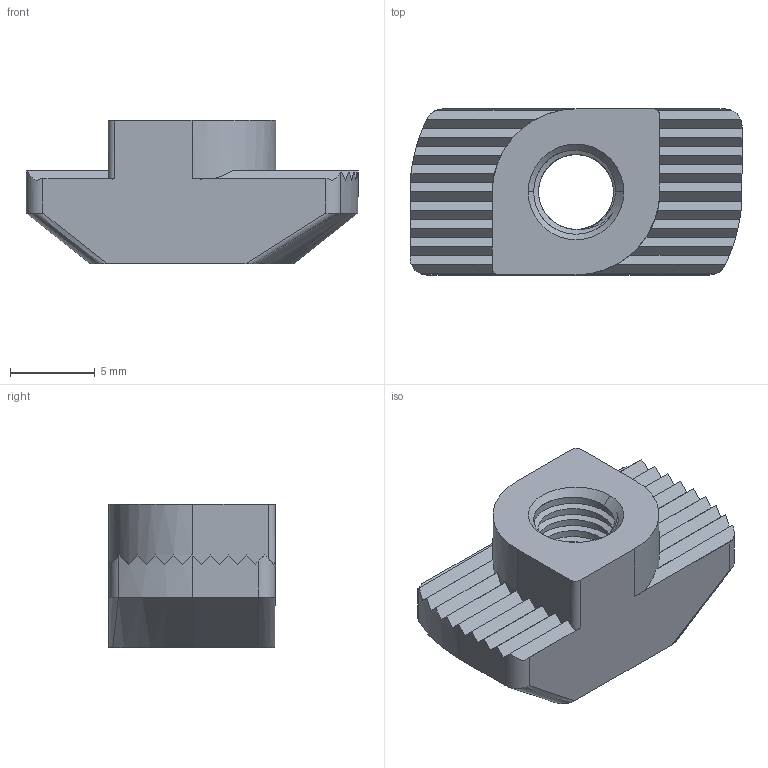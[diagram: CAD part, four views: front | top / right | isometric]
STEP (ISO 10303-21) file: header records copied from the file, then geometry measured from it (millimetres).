
FILE_DESCRIPTION (( 'STEP AP214' ), '1' );
FILE_NAME ('FB3NM5.STEP', '2020-03-19T09:56:48', ( '' ), ( '' ), 'SwSTEP 2.0', 'SolidWorks 2014', '' );
FILE_SCHEMA (( 'AUTOMOTIVE_DESIGN' ));
Length unit declared in the file: millimetre
Products named in the file (1): FB3NM5
Bounding box: 19.6 x 9.8 x 8.5 mm (x, y, z)
Volume: 972.2 mm3; surface area: 896.4 mm2
Topology: 1 solids, 1 shells, 71 faces, 200 edges, 131 vertices
Faces by surface type: plane 50, cylinder 11, bspline 7, cone 3
Entity records: 5083 total; most frequent: CARTESIAN_POINT 2650, ORIENTED_EDGE 396, DIRECTION 265, EDGE_CURVE 198, VERTEX_POINT 130, VECTOR 115, LINE 115, AXIS2_PLACEMENT_3D 75
